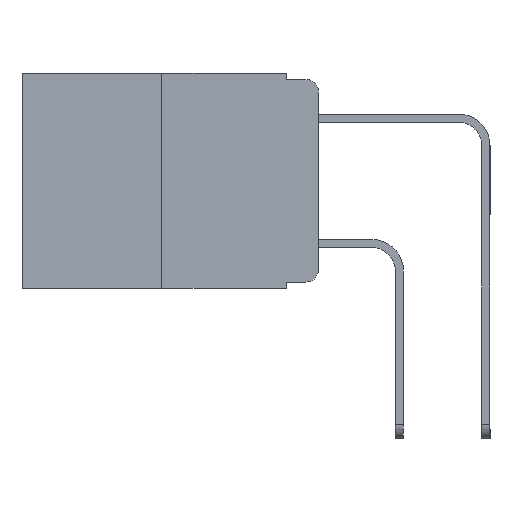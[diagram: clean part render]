
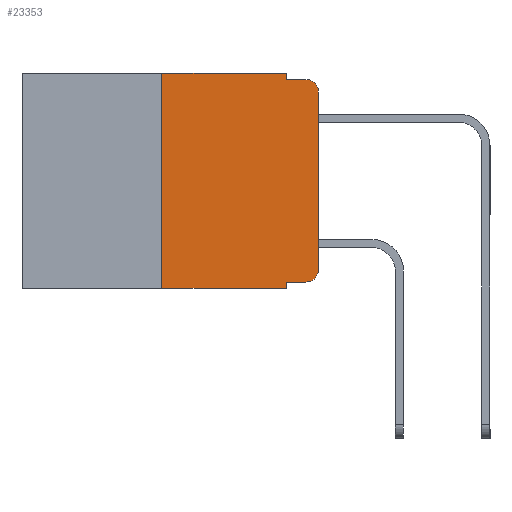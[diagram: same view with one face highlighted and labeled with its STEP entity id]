
A CAD part, left-side view. The second image highlights one B-rep face of the part: STEP entity #23353.
In plain terms, the highlighted planar face has unit normal (-1, 0, 0).
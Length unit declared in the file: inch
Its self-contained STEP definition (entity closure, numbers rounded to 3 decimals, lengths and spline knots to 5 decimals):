
#69 = LINE ( 'NONE', #6522, #19485 ) ;
#221 = DIRECTION ( 'NONE',  ( 0., 0., 1. ) ) ;
#329 = DIRECTION ( 'NONE',  ( -1., 0., 0. ) ) ;
#1790 = EDGE_CURVE ( 'NONE', #8688, #10258, #69, .T. ) ;
#2094 = DIRECTION ( 'NONE',  ( 0., -1., 0. ) ) ;
#2305 = LINE ( 'NONE', #15379, #7376 ) ;
#2434 = VERTEX_POINT ( 'NONE', #10526 ) ;
#2499 = EDGE_CURVE ( 'NONE', #19771, #20975, #8054, .T. ) ;
#2511 = CARTESIAN_POINT ( 'NONE',  ( 0., 0.051, -0.333 ) ) ;
#4260 = VECTOR ( 'NONE', #5437, 39.37008 ) ;
#5248 = CARTESIAN_POINT ( 'NONE',  ( 0., 0.02, -0.333 ) ) ;
#5351 = CARTESIAN_POINT ( 'NONE',  ( 0., 0.051, 0. ) ) ;
#5437 = DIRECTION ( 'NONE',  ( 0., 0., -1. ) ) ;
#5490 = EDGE_CURVE ( 'NONE', #18198, #15543, #22790, .T. ) ;
#5552 = DIRECTION ( 'NONE',  ( 0., 0., -1. ) ) ;
#5834 = CARTESIAN_POINT ( 'NONE',  ( 0., 0.051, -0.333 ) ) ;
#5851 = DIRECTION ( 'NONE',  ( 1., 0., 0. ) ) ;
#6089 = VERTEX_POINT ( 'NONE', #9624 ) ;
#6380 = CARTESIAN_POINT ( 'NONE',  ( 0., 0.02, -0.01 ) ) ;
#6522 = CARTESIAN_POINT ( 'NONE',  ( 0., 0.051, -0.01 ) ) ;
#6741 = DIRECTION ( 'NONE',  ( 0., -1., 0. ) ) ;
#6744 = LINE ( 'NONE', #15348, #16208 ) ;
#6914 = DIRECTION ( 'NONE',  ( 0., -1., 0. ) ) ;
#7376 = VECTOR ( 'NONE', #221, 39.37008 ) ;
#7835 = DIRECTION ( 'NONE',  ( 0., -1., 0. ) ) ;
#8054 = LINE ( 'NONE', #20688, #22329 ) ;
#8124 = CIRCLE ( 'NONE', #16723, 0.02 ) ;
#8178 = CARTESIAN_POINT ( 'NONE',  ( 0., 0.25, 0. ) ) ;
#8369 = CARTESIAN_POINT ( 'NONE',  ( 0., 0.051, -0.01 ) ) ;
#8526 = VECTOR ( 'NONE', #7835, 39.37008 ) ;
#8648 = CARTESIAN_POINT ( 'NONE',  ( 0., 0.473, 0. ) ) ;
#8688 = VERTEX_POINT ( 'NONE', #8369 ) ;
#9232 = VERTEX_POINT ( 'NONE', #17398 ) ;
#9483 = DIRECTION ( 'NONE',  ( -1., 0., 0. ) ) ;
#9624 = CARTESIAN_POINT ( 'NONE',  ( 0., 0.051, -0.343 ) ) ;
#9730 = EDGE_CURVE ( 'NONE', #15887, #9232, #21298, .T. ) ;
#10258 = VERTEX_POINT ( 'NONE', #6380 ) ;
#10449 = CIRCLE ( 'NONE', #21465, 0.02 ) ;
#10526 = CARTESIAN_POINT ( 'NONE',  ( 0., 0.25, -0.343 ) ) ;
#10582 = EDGE_CURVE ( 'NONE', #18198, #6089, #24139, .T. ) ;
#10815 = LINE ( 'NONE', #13206, #20125 ) ;
#11075 = ORIENTED_EDGE ( 'NONE', *, *, #2499, .T. ) ;
#11485 = ORIENTED_EDGE ( 'NONE', *, *, #11777, .T. ) ;
#11488 = CARTESIAN_POINT ( 'NONE',  ( 0., 0., -0.313 ) ) ;
#11592 = ORIENTED_EDGE ( 'NONE', *, *, #1790, .F. ) ;
#11685 = CARTESIAN_POINT ( 'NONE',  ( 0., 0.02, -0.313 ) ) ;
#11777 = EDGE_CURVE ( 'NONE', #20975, #10258, #8124, .T. ) ;
#12348 = ORIENTED_EDGE ( 'NONE', *, *, #22028, .F. ) ;
#12760 = ORIENTED_EDGE ( 'NONE', *, *, #9730, .F. ) ;
#12766 = ORIENTED_EDGE ( 'NONE', *, *, #15770, .F. ) ;
#13114 = ORIENTED_EDGE ( 'NONE', *, *, #20463, .T. ) ;
#13158 = ORIENTED_EDGE ( 'NONE', *, *, #10582, .F. ) ;
#13206 = CARTESIAN_POINT ( 'NONE',  ( 0., 0.051, 0. ) ) ;
#13598 = DIRECTION ( 'NONE',  ( 0., 0., -1. ) ) ;
#13920 = ORIENTED_EDGE ( 'NONE', *, *, #5490, .T. ) ;
#14275 = ORIENTED_EDGE ( 'NONE', *, *, #22737, .T. ) ;
#15348 = CARTESIAN_POINT ( 'NONE',  ( 0., 0.473, -0.343 ) ) ;
#15379 = CARTESIAN_POINT ( 'NONE',  ( 0., 0.25, 0. ) ) ;
#15543 = VERTEX_POINT ( 'NONE', #5248 ) ;
#15770 = EDGE_CURVE ( 'NONE', #2434, #15887, #2305, .T. ) ;
#15887 = VERTEX_POINT ( 'NONE', #8178 ) ;
#16208 = VECTOR ( 'NONE', #2094, 39.37008 ) ;
#16459 = VECTOR ( 'NONE', #6741, 39.37008 ) ;
#16723 = AXIS2_PLACEMENT_3D ( 'NONE', #20638, #9483, #22481 ) ;
#17160 = PLANE ( 'NONE',  #21796 ) ;
#17398 = CARTESIAN_POINT ( 'NONE',  ( 0., 0.051, 0. ) ) ;
#17473 = FACE_OUTER_BOUND ( 'NONE', #19188, .T. ) ;
#18198 = VERTEX_POINT ( 'NONE', #2511 ) ;
#18983 = DIRECTION ( 'NONE',  ( 0., 0., -1. ) ) ;
#19188 = EDGE_LOOP ( 'NONE', ( #11075, #11485, #11592, #12348, #12760, #12766, #13114, #13158, #13920, #14275 ) ) ;
#19485 = VECTOR ( 'NONE', #6914, 39.37008 ) ;
#19617 = CARTESIAN_POINT ( 'NONE',  ( 0., 0., -0.03 ) ) ;
#19771 = VERTEX_POINT ( 'NONE', #11488 ) ;
#20125 = VECTOR ( 'NONE', #5552, 39.37008 ) ;
#20345 = DIRECTION ( 'NONE',  ( 0., 0., 1. ) ) ;
#20463 = EDGE_CURVE ( 'NONE', #2434, #6089, #6744, .T. ) ;
#20638 = CARTESIAN_POINT ( 'NONE',  ( 0., 0.02, -0.03 ) ) ;
#20688 = CARTESIAN_POINT ( 'NONE',  ( 0., 0., 0. ) ) ;
#20750 = CARTESIAN_POINT ( 'NONE',  ( 0., 0.473, 0. ) ) ;
#20975 = VERTEX_POINT ( 'NONE', #19617 ) ;
#21298 = LINE ( 'NONE', #8648, #16459 ) ;
#21465 = AXIS2_PLACEMENT_3D ( 'NONE', #11685, #329, #13598 ) ;
#21796 = AXIS2_PLACEMENT_3D ( 'NONE', #20750, #5851, #18983 ) ;
#22028 = EDGE_CURVE ( 'NONE', #9232, #8688, #10815, .T. ) ;
#22329 = VECTOR ( 'NONE', #20345, 39.37008 ) ;
#22481 = DIRECTION ( 'NONE',  ( 0., 0., -1. ) ) ;
#22737 = EDGE_CURVE ( 'NONE', #15543, #19771, #10449, .T. ) ;
#22790 = LINE ( 'NONE', #5834, #8526 ) ;
#23353 = ADVANCED_FACE ( 'NONE', ( #17473 ), #17160, .F. ) ;
#24139 = LINE ( 'NONE', #5351, #4260 ) ;
